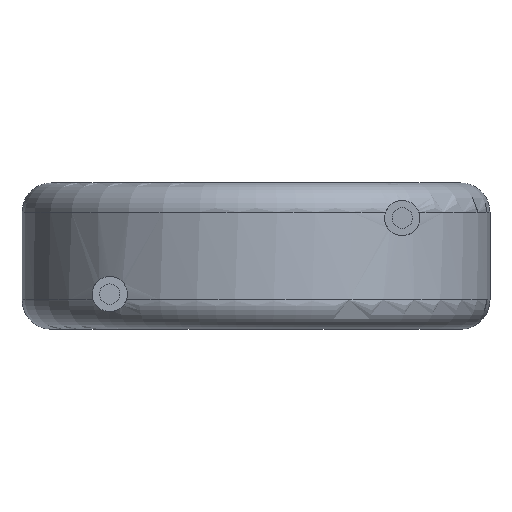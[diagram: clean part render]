
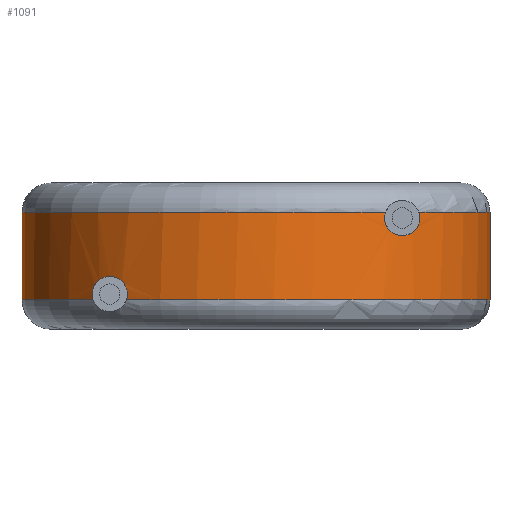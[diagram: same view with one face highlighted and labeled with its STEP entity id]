
A CAD part, front view. The second image highlights one B-rep face of the part: STEP entity #1091.
In plain terms, the highlighted cylindrical face has radius 8 mm (diameter 16 mm), a partial arc.
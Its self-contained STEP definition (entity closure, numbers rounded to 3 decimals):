
#42 = EDGE_CURVE ( 'NONE', #739, #1427, #1742, .T. ) ;
#44 = ORIENTED_EDGE ( 'NONE', *, *, #707, .T. ) ;
#53 = DIRECTION ( 'NONE',  ( 1., 0., 0. ) ) ;
#68 = CARTESIAN_POINT ( 'NONE',  ( 4.599, -6.546, 3.343 ) ) ;
#69 = CARTESIAN_POINT ( 'NONE',  ( 0., 0., 1. ) ) ;
#82 = CARTESIAN_POINT ( 'NONE',  ( 5.336, -5.962, 3.269 ) ) ;
#133 = ORIENTED_EDGE ( 'NONE', *, *, #1424, .T. ) ;
#138 = AXIS2_PLACEMENT_3D ( 'NONE', #1494, #1737, #627 ) ;
#216 = CARTESIAN_POINT ( 'NONE',  ( 5.566, -5.747, 4. ) ) ;
#226 = ORIENTED_EDGE ( 'NONE', *, *, #908, .T. ) ;
#250 = ORIENTED_EDGE ( 'NONE', *, *, #2978, .T. ) ;
#257 = CARTESIAN_POINT ( 'NONE',  ( -4.434, -6.659, 1. ) ) ;
#261 = ORIENTED_EDGE ( 'NONE', *, *, #42, .T. ) ;
#268 = DIRECTION ( 'NONE',  ( 0., 0., -1. ) ) ;
#310 = CARTESIAN_POINT ( 'NONE',  ( -8., 0., 5. ) ) ;
#359 = AXIS2_PLACEMENT_3D ( 'NONE', #1395, #2479, #53 ) ;
#375 = CARTESIAN_POINT ( 'NONE',  ( 4.391, -6.687, 3.792 ) ) ;
#389 = CARTESIAN_POINT ( 'NONE',  ( 4.434, -6.659, 4. ) ) ;
#408 = CARTESIAN_POINT ( 'NONE',  ( 4.834, -6.375, 3.217 ) ) ;
#454 = CARTESIAN_POINT ( 'NONE',  ( -4.917, -6.311, 1.8 ) ) ;
#471 = CARTESIAN_POINT ( 'NONE',  ( -4.835, -6.374, 1.783 ) ) ;
#493 = CARTESIAN_POINT ( 'NONE',  ( -4.674, -6.493, 1.712 ) ) ;
#537 = CARTESIAN_POINT ( 'NONE',  ( -5.567, -5.746, 1.424 ) ) ;
#607 = CARTESIAN_POINT ( 'NONE',  ( 5.6, -5.713, 3.902 ) ) ;
#627 = DIRECTION ( 'NONE',  ( 1., 0., 0. ) ) ;
#632 = VERTEX_POINT ( 'NONE', #2045 ) ;
#662 = CARTESIAN_POINT ( 'NONE',  ( 4.918, -6.31, 3.2 ) ) ;
#667 = DIRECTION ( 'NONE',  ( -1., 0., 0. ) ) ;
#707 = EDGE_CURVE ( 'NONE', #2383, #1490, #1790, .T. ) ;
#729 = CARTESIAN_POINT ( 'NONE',  ( -4.434, -6.659, 1. ) ) ;
#739 = VERTEX_POINT ( 'NONE', #257 ) ;
#759 = VERTEX_POINT ( 'NONE', #812 ) ;
#762 = B_SPLINE_CURVE_WITH_KNOTS ( 'NONE', 3,
 ( #1699, #607, #2506, #1680, #1938, #82, #1666, #2794 ),
 .UNSPECIFIED., .F., .F.,
 ( 4, 2, 2, 4 ),
 ( 0.001, 0.001, 0.002, 0.002 ),
 .UNSPECIFIED. ) ;
#812 = CARTESIAN_POINT ( 'NONE',  ( 8., 0., 4. ) ) ;
#862 = CARTESIAN_POINT ( 'NONE',  ( 4.43, -6.662, 3.587 ) ) ;
#879 = CARTESIAN_POINT ( 'NONE',  ( 4.4, -6.682, 3.902 ) ) ;
#904 = DIRECTION ( 'NONE',  ( 0., 0., -1. ) ) ;
#908 = EDGE_CURVE ( 'NONE', #1833, #1317, #762, .T. ) ;
#917 = CARTESIAN_POINT ( 'NONE',  ( 5., -6.245, 3.2 ) ) ;
#921 = CARTESIAN_POINT ( 'NONE',  ( 0., 0., 5. ) ) ;
#1037 = CARTESIAN_POINT ( 'NONE',  ( -5.6, -5.713, 1.098 ) ) ;
#1040 = LINE ( 'NONE', #310, #1435 ) ;
#1072 = CARTESIAN_POINT ( 'NONE',  ( -5.397, -5.906, 1.659 ) ) ;
#1091 = ADVANCED_FACE ( 'NONE', ( #1109 ), #3320, .T. ) ;
#1109 = FACE_OUTER_BOUND ( 'NONE', #1421, .T. ) ;
#1119 = VERTEX_POINT ( 'NONE', #1208 ) ;
#1141 = CARTESIAN_POINT ( 'NONE',  ( 5., -6.245, 3.2 ) ) ;
#1159 = ORIENTED_EDGE ( 'NONE', *, *, #2655, .T. ) ;
#1208 = CARTESIAN_POINT ( 'NONE',  ( -5., -6.245, 1.8 ) ) ;
#1243 = CARTESIAN_POINT ( 'NONE',  ( -5., -6.245, 1.8 ) ) ;
#1262 = CARTESIAN_POINT ( 'NONE',  ( -4.476, -6.631, 1.508 ) ) ;
#1279 = ORIENTED_EDGE ( 'NONE', *, *, #2829, .T. ) ;
#1285 = CARTESIAN_POINT ( 'NONE',  ( 4.434, -6.659, 4. ) ) ;
#1316 = DIRECTION ( 'NONE',  ( 0., 0., -1. ) ) ;
#1317 = VERTEX_POINT ( 'NONE', #1141 ) ;
#1367 = CIRCLE ( 'NONE', #359, 8. ) ;
#1395 = CARTESIAN_POINT ( 'NONE',  ( 0., 0., 4. ) ) ;
#1421 = EDGE_LOOP ( 'NONE', ( #2435, #3301, #226, #133, #44, #1159, #250, #1279, #3118, #261 ) ) ;
#1424 = EDGE_CURVE ( 'NONE', #1317, #2383, #2292, .T. ) ;
#1427 = VERTEX_POINT ( 'NONE', #3050 ) ;
#1435 = VECTOR ( 'NONE', #268, 1000. ) ;
#1490 = VERTEX_POINT ( 'NONE', #1794 ) ;
#1494 = CARTESIAN_POINT ( 'NONE',  ( 0., 0., 1. ) ) ;
#1522 = CARTESIAN_POINT ( 'NONE',  ( -4.599, -6.546, 1.656 ) ) ;
#1610 = CARTESIAN_POINT ( 'NONE',  ( -5.518, -5.793, 1.516 ) ) ;
#1666 = CARTESIAN_POINT ( 'NONE',  ( 5.169, -6.109, 3.2 ) ) ;
#1680 = CARTESIAN_POINT ( 'NONE',  ( 5.567, -5.746, 3.575 ) ) ;
#1699 = CARTESIAN_POINT ( 'NONE',  ( 5.566, -5.747, 4. ) ) ;
#1725 = DIRECTION ( 'NONE',  ( 1., 0., 0. ) ) ;
#1737 = DIRECTION ( 'NONE',  ( 0., 0., 1. ) ) ;
#1742 = CIRCLE ( 'NONE', #3150, 8. ) ;
#1790 = CIRCLE ( 'NONE', #2195, 8. ) ;
#1794 = CARTESIAN_POINT ( 'NONE',  ( -8., 0., 4. ) ) ;
#1807 = EDGE_CURVE ( 'NONE', #1119, #739, #2874, .T. ) ;
#1833 = VERTEX_POINT ( 'NONE', #216 ) ;
#1895 = CARTESIAN_POINT ( 'NONE',  ( -5.086, -6.177, 1.8 ) ) ;
#1938 = CARTESIAN_POINT ( 'NONE',  ( 5.518, -5.793, 3.483 ) ) ;
#2002 = VECTOR ( 'NONE', #3134, 1000. ) ;
#2026 = CARTESIAN_POINT ( 'NONE',  ( 0., 0., 4. ) ) ;
#2045 = CARTESIAN_POINT ( 'NONE',  ( -5.566, -5.747, 1. ) ) ;
#2068 = LINE ( 'NONE', #2083, #2002 ) ;
#2083 = CARTESIAN_POINT ( 'NONE',  ( 8., 0., 5. ) ) ;
#2118 = B_SPLINE_CURVE_WITH_KNOTS ( 'NONE', 3,
 ( #3470, #1037, #2953, #537, #1610, #1072, #2163, #3231, #1895, #2916 ),
 .UNSPECIFIED., .F., .F.,
 ( 4, 2, 2, 2, 4 ),
 ( 0.003, 0.003, 0.004, 0.004, 0.004 ),
 .UNSPECIFIED. ) ;
#2163 = CARTESIAN_POINT ( 'NONE',  ( -5.325, -5.971, 1.712 ) ) ;
#2185 = EDGE_CURVE ( 'NONE', #759, #1833, #1367, .T. ) ;
#2195 = AXIS2_PLACEMENT_3D ( 'NONE', #2026, #1316, #2402 ) ;
#2236 = CARTESIAN_POINT ( 'NONE',  ( 4.476, -6.631, 3.492 ) ) ;
#2292 = B_SPLINE_CURVE_WITH_KNOTS ( 'NONE', 3,
 ( #917, #662, #408, #3314, #68, #2236, #862, #375, #879, #389 ),
 .UNSPECIFIED., .F., .F.,
 ( 4, 2, 2, 2, 4 ),
 ( 0.002, 0.003, 0.003, 0.003, 0.003 ),
 .UNSPECIFIED. ) ;
#2348 = CARTESIAN_POINT ( 'NONE',  ( -4.43, -6.662, 1.414 ) ) ;
#2367 = CARTESIAN_POINT ( 'NONE',  ( -8., 0., 1. ) ) ;
#2383 = VERTEX_POINT ( 'NONE', #1285 ) ;
#2402 = DIRECTION ( 'NONE',  ( 1., 0., 0. ) ) ;
#2435 = ORIENTED_EDGE ( 'NONE', *, *, #2958, .F. ) ;
#2479 = DIRECTION ( 'NONE',  ( 0., 0., -1. ) ) ;
#2506 = CARTESIAN_POINT ( 'NONE',  ( 5.609, -5.704, 3.786 ) ) ;
#2655 = EDGE_CURVE ( 'NONE', #1490, #3178, #1040, .T. ) ;
#2743 = CIRCLE ( 'NONE', #138, 8. ) ;
#2794 = CARTESIAN_POINT ( 'NONE',  ( 5., -6.245, 3.2 ) ) ;
#2829 = EDGE_CURVE ( 'NONE', #632, #1119, #2118, .T. ) ;
#2874 = B_SPLINE_CURVE_WITH_KNOTS ( 'NONE', 3,
 ( #1243, #454, #471, #493, #1522, #1262, #2348, #3419, #3142, #729 ),
 .UNSPECIFIED., .F., .F.,
 ( 4, 2, 2, 2, 4 ),
 ( 0., 0., 0.001, 0.001, 0.001 ),
 .UNSPECIFIED. ) ;
#2916 = CARTESIAN_POINT ( 'NONE',  ( -5., -6.245, 1.8 ) ) ;
#2953 = CARTESIAN_POINT ( 'NONE',  ( -5.609, -5.704, 1.214 ) ) ;
#2958 = EDGE_CURVE ( 'NONE', #759, #1427, #2068, .T. ) ;
#2978 = EDGE_CURVE ( 'NONE', #3178, #632, #2743, .T. ) ;
#3050 = CARTESIAN_POINT ( 'NONE',  ( 8., 0., 1. ) ) ;
#3087 = DIRECTION ( 'NONE',  ( 0., 0., 1. ) ) ;
#3118 = ORIENTED_EDGE ( 'NONE', *, *, #1807, .T. ) ;
#3134 = DIRECTION ( 'NONE',  ( 0., 0., -1. ) ) ;
#3142 = CARTESIAN_POINT ( 'NONE',  ( -4.4, -6.681, 1.097 ) ) ;
#3150 = AXIS2_PLACEMENT_3D ( 'NONE', #69, #3087, #1725 ) ;
#3178 = VERTEX_POINT ( 'NONE', #2367 ) ;
#3231 = CARTESIAN_POINT ( 'NONE',  ( -5.169, -6.106, 1.782 ) ) ;
#3269 = AXIS2_PLACEMENT_3D ( 'NONE', #921, #904, #667 ) ;
#3301 = ORIENTED_EDGE ( 'NONE', *, *, #2185, .T. ) ;
#3314 = CARTESIAN_POINT ( 'NONE',  ( 4.675, -6.492, 3.288 ) ) ;
#3320 = CYLINDRICAL_SURFACE ( 'NONE', #3269, 8. ) ;
#3419 = CARTESIAN_POINT ( 'NONE',  ( -4.391, -6.687, 1.207 ) ) ;
#3470 = CARTESIAN_POINT ( 'NONE',  ( -5.566, -5.747, 1. ) ) ;
